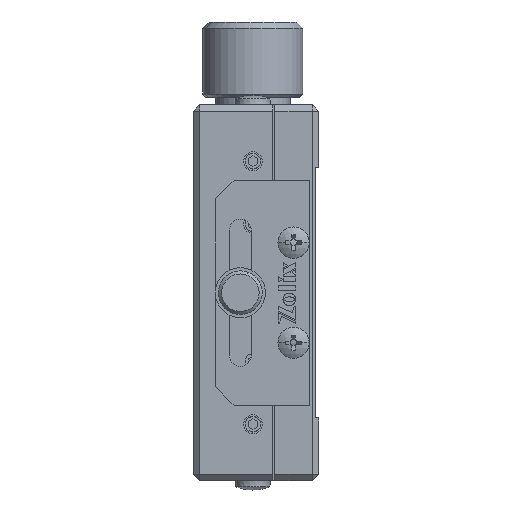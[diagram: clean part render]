
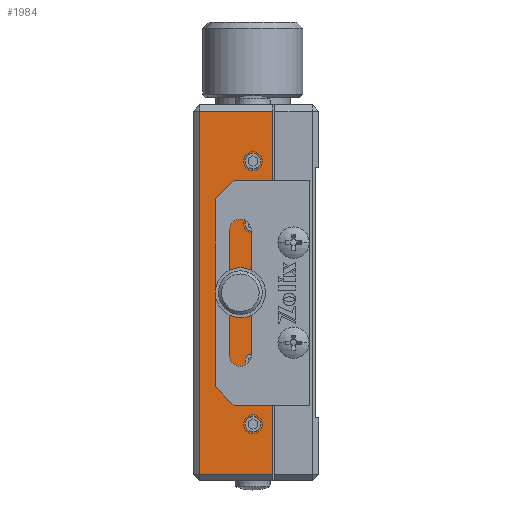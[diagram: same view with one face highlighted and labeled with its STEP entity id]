
A CAD part, left-side view. The second image highlights one B-rep face of the part: STEP entity #1984.
In plain terms, the highlighted planar face has unit normal (-1, 0, 0).
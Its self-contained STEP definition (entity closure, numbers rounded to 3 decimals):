
#405 = DIRECTION ( 'NONE',  ( -1., 0., 0. ) ) ;
#1495 = AXIS2_PLACEMENT_3D ( 'NONE', #26885, #2738, #24074 ) ;
#1542 = CARTESIAN_POINT ( 'NONE',  ( -30., 10.5, 9.75 ) ) ;
#1545 = EDGE_CURVE ( 'NONE', #24652, #2710, #12343, .T. ) ;
#1611 = DIRECTION ( 'NONE',  ( 0., 0., 1. ) ) ;
#1694 = DIRECTION ( 'NONE',  ( -1., 0., 0. ) ) ;
#1707 = LINE ( 'NONE', #10386, #3416 ) ;
#1820 = VECTOR ( 'NONE', #22690, 1000. ) ;
#1833 = EDGE_CURVE ( 'NONE', #15053, #6038, #8983, .T. ) ;
#1984 = ADVANCED_FACE ( 'NONE', ( #19386, #13136, #11044, #32794, #4327, #11446 ), #7084, .T. ) ;
#2710 = VERTEX_POINT ( 'NONE', #30616 ) ;
#2738 = DIRECTION ( 'NONE',  ( -1., 0., 0. ) ) ;
#3275 = ORIENTED_EDGE ( 'NONE', *, *, #26498, .F. ) ;
#3416 = VECTOR ( 'NONE', #31678, 1000. ) ;
#3544 = LINE ( 'NONE', #6461, #6043 ) ;
#3713 = VERTEX_POINT ( 'NONE', #1542 ) ;
#3781 = DIRECTION ( 'NONE',  ( 0., 0., 1. ) ) ;
#4327 = FACE_BOUND ( 'NONE', #7056, .T. ) ;
#4390 = EDGE_CURVE ( 'NONE', #17938, #24520, #29276, .T. ) ;
#4417 = EDGE_LOOP ( 'NONE', ( #27863, #32933 ) ) ;
#4653 = ORIENTED_EDGE ( 'NONE', *, *, #15675, .F. ) ;
#5770 = AXIS2_PLACEMENT_3D ( 'NONE', #12478, #1694, #20545 ) ;
#5833 = ORIENTED_EDGE ( 'NONE', *, *, #25289, .F. ) ;
#5851 = VERTEX_POINT ( 'NONE', #15768 ) ;
#6038 = VERTEX_POINT ( 'NONE', #33162 ) ;
#6043 = VECTOR ( 'NONE', #25091, 1000. ) ;
#6140 = DIRECTION ( 'NONE',  ( -1., 0., 0. ) ) ;
#6155 = DIRECTION ( 'NONE',  ( 0., 0., 1. ) ) ;
#6246 = AXIS2_PLACEMENT_3D ( 'NONE', #25851, #23263, #14257 ) ;
#6461 = CARTESIAN_POINT ( 'NONE',  ( -30., 7.3, -30. ) ) ;
#6610 = VERTEX_POINT ( 'NONE', #12994 ) ;
#6756 = ORIENTED_EDGE ( 'NONE', *, *, #32797, .F. ) ;
#7056 = EDGE_LOOP ( 'NONE', ( #18071, #3275 ) ) ;
#7084 = PLANE ( 'NONE',  #6246 ) ;
#7211 = CARTESIAN_POINT ( 'NONE',  ( -30., 7.3, 29. ) ) ;
#7526 = CARTESIAN_POINT ( 'NONE',  ( -30., 19., -29. ) ) ;
#7777 = ORIENTED_EDGE ( 'NONE', *, *, #30861, .F. ) ;
#8748 = DIRECTION ( 'NONE',  ( -1., 0., 0. ) ) ;
#8940 = DIRECTION ( 'NONE',  ( -1., 0., 0. ) ) ;
#8983 = LINE ( 'NONE', #28296, #1820 ) ;
#9181 = CIRCLE ( 'NONE', #1495, 1.25 ) ;
#9566 = AXIS2_PLACEMENT_3D ( 'NONE', #24789, #8748, #6155 ) ;
#9626 = VERTEX_POINT ( 'NONE', #22957 ) ;
#9742 = AXIS2_PLACEMENT_3D ( 'NONE', #18701, #26485, #16156 ) ;
#10386 = CARTESIAN_POINT ( 'NONE',  ( -30., 19., -30. ) ) ;
#10622 = ORIENTED_EDGE ( 'NONE', *, *, #20607, .T. ) ;
#11044 = FACE_BOUND ( 'NONE', #27364, .T. ) ;
#11404 = DIRECTION ( 'NONE',  ( 0., 0., 1. ) ) ;
#11446 = FACE_BOUND ( 'NONE', #18857, .T. ) ;
#11842 = CARTESIAN_POINT ( 'NONE',  ( -30., 10.5, 11. ) ) ;
#11972 = AXIS2_PLACEMENT_3D ( 'NONE', #14101, #405, #21946 ) ;
#12343 = CIRCLE ( 'NONE', #16363, 1.25 ) ;
#12478 = CARTESIAN_POINT ( 'NONE',  ( -30., 12.5, 0. ) ) ;
#12657 = VERTEX_POINT ( 'NONE', #25622 ) ;
#12704 = CARTESIAN_POINT ( 'NONE',  ( -30., 10.5, -12.25 ) ) ;
#12994 = CARTESIAN_POINT ( 'NONE',  ( -30., 12.5, -1.25 ) ) ;
#13136 = FACE_BOUND ( 'NONE', #17799, .T. ) ;
#13765 = CIRCLE ( 'NONE', #11972, 1.25 ) ;
#14101 = CARTESIAN_POINT ( 'NONE',  ( -30., 10.5, -21. ) ) ;
#14257 = DIRECTION ( 'NONE',  ( 0., 0., 1. ) ) ;
#14356 = DIRECTION ( 'NONE',  ( 0., 0., 1. ) ) ;
#14768 = VERTEX_POINT ( 'NONE', #33620 ) ;
#15053 = VERTEX_POINT ( 'NONE', #7526 ) ;
#15316 = VERTEX_POINT ( 'NONE', #22498 ) ;
#15675 = EDGE_CURVE ( 'NONE', #6610, #30078, #31179, .T. ) ;
#15697 = ORIENTED_EDGE ( 'NONE', *, *, #30627, .T. ) ;
#15768 = CARTESIAN_POINT ( 'NONE',  ( -30., 10.5, -22.25 ) ) ;
#16156 = DIRECTION ( 'NONE',  ( 0., 0., 1. ) ) ;
#16363 = AXIS2_PLACEMENT_3D ( 'NONE', #29890, #21485, #24416 ) ;
#16925 = DIRECTION ( 'NONE',  ( -1., 0., 0. ) ) ;
#17276 = CARTESIAN_POINT ( 'NONE',  ( -30., 10.5, 22.25 ) ) ;
#17799 = EDGE_LOOP ( 'NONE', ( #5833, #4653 ) ) ;
#17938 = VERTEX_POINT ( 'NONE', #12704 ) ;
#18071 = ORIENTED_EDGE ( 'NONE', *, *, #1545, .F. ) ;
#18209 = VECTOR ( 'NONE', #34003, 1000. ) ;
#18273 = EDGE_CURVE ( 'NONE', #6038, #12657, #3544, .T. ) ;
#18280 = ORIENTED_EDGE ( 'NONE', *, *, #4390, .F. ) ;
#18701 = CARTESIAN_POINT ( 'NONE',  ( -30., 12.5, 0. ) ) ;
#18857 = EDGE_LOOP ( 'NONE', ( #7777, #6756 ) ) ;
#19130 = AXIS2_PLACEMENT_3D ( 'NONE', #11842, #8940, #3781 ) ;
#19386 = FACE_OUTER_BOUND ( 'NONE', #27011, .T. ) ;
#19996 = CARTESIAN_POINT ( 'NONE',  ( -30., 10.5, -11. ) ) ;
#20511 = ORIENTED_EDGE ( 'NONE', *, *, #28361, .F. ) ;
#20545 = DIRECTION ( 'NONE',  ( 0., 0., 1. ) ) ;
#20607 = EDGE_CURVE ( 'NONE', #9626, #15053, #1707, .T. ) ;
#21485 = DIRECTION ( 'NONE',  ( -1., 0., 0. ) ) ;
#21946 = DIRECTION ( 'NONE',  ( 0., 0., 1. ) ) ;
#22226 = EDGE_CURVE ( 'NONE', #5851, #15316, #13765, .T. ) ;
#22288 = CIRCLE ( 'NONE', #19130, 1.25 ) ;
#22416 = CIRCLE ( 'NONE', #30320, 1.25 ) ;
#22498 = CARTESIAN_POINT ( 'NONE',  ( -30., 10.5, -19.75 ) ) ;
#22690 = DIRECTION ( 'NONE',  ( 0., -1., 0. ) ) ;
#22957 = CARTESIAN_POINT ( 'NONE',  ( -30., 19., 29. ) ) ;
#23263 = DIRECTION ( 'NONE',  ( -1., 0., 0. ) ) ;
#24074 = DIRECTION ( 'NONE',  ( 0., 0., 1. ) ) ;
#24416 = DIRECTION ( 'NONE',  ( 0., 0., 1. ) ) ;
#24520 = VERTEX_POINT ( 'NONE', #24800 ) ;
#24640 = AXIS2_PLACEMENT_3D ( 'NONE', #19996, #30981, #1611 ) ;
#24652 = VERTEX_POINT ( 'NONE', #17276 ) ;
#24789 = CARTESIAN_POINT ( 'NONE',  ( -30., 10.5, -21. ) ) ;
#24800 = CARTESIAN_POINT ( 'NONE',  ( -30., 10.5, -9.75 ) ) ;
#25091 = DIRECTION ( 'NONE',  ( 0., 0., 1. ) ) ;
#25120 = CARTESIAN_POINT ( 'NONE',  ( -30., 12.5, 1.25 ) ) ;
#25142 = EDGE_CURVE ( 'NONE', #15316, #5851, #25632, .T. ) ;
#25289 = EDGE_CURVE ( 'NONE', #30078, #6610, #29341, .T. ) ;
#25622 = CARTESIAN_POINT ( 'NONE',  ( -30., 7.3, 29. ) ) ;
#25632 = CIRCLE ( 'NONE', #9566, 1.25 ) ;
#25851 = CARTESIAN_POINT ( 'NONE',  ( -30., 7.3, -30. ) ) ;
#26239 = LINE ( 'NONE', #7211, #18209 ) ;
#26485 = DIRECTION ( 'NONE',  ( -1., 0., 0. ) ) ;
#26498 = EDGE_CURVE ( 'NONE', #2710, #24652, #9181, .T. ) ;
#26765 = ORIENTED_EDGE ( 'NONE', *, *, #1833, .T. ) ;
#26885 = CARTESIAN_POINT ( 'NONE',  ( -30., 10.5, 21. ) ) ;
#27011 = EDGE_LOOP ( 'NONE', ( #31726, #15697, #10622, #26765 ) ) ;
#27364 = EDGE_LOOP ( 'NONE', ( #20511, #18280 ) ) ;
#27863 = ORIENTED_EDGE ( 'NONE', *, *, #25142, .F. ) ;
#28296 = CARTESIAN_POINT ( 'NONE',  ( -30., 7.3, -29. ) ) ;
#28361 = EDGE_CURVE ( 'NONE', #24520, #17938, #32085, .T. ) ;
#29276 = CIRCLE ( 'NONE', #24640, 1.25 ) ;
#29341 = CIRCLE ( 'NONE', #5770, 1.25 ) ;
#29666 = CARTESIAN_POINT ( 'NONE',  ( -30., 10.5, -11. ) ) ;
#29890 = CARTESIAN_POINT ( 'NONE',  ( -30., 10.5, 21. ) ) ;
#30078 = VERTEX_POINT ( 'NONE', #25120 ) ;
#30320 = AXIS2_PLACEMENT_3D ( 'NONE', #32943, #16925, #14356 ) ;
#30461 = AXIS2_PLACEMENT_3D ( 'NONE', #29666, #6140, #11404 ) ;
#30616 = CARTESIAN_POINT ( 'NONE',  ( -30., 10.5, 19.75 ) ) ;
#30627 = EDGE_CURVE ( 'NONE', #12657, #9626, #26239, .T. ) ;
#30861 = EDGE_CURVE ( 'NONE', #14768, #3713, #22416, .T. ) ;
#30981 = DIRECTION ( 'NONE',  ( -1., 0., 0. ) ) ;
#31179 = CIRCLE ( 'NONE', #9742, 1.25 ) ;
#31678 = DIRECTION ( 'NONE',  ( 0., 0., -1. ) ) ;
#31726 = ORIENTED_EDGE ( 'NONE', *, *, #18273, .T. ) ;
#32085 = CIRCLE ( 'NONE', #30461, 1.25 ) ;
#32794 = FACE_BOUND ( 'NONE', #4417, .T. ) ;
#32797 = EDGE_CURVE ( 'NONE', #3713, #14768, #22288, .T. ) ;
#32933 = ORIENTED_EDGE ( 'NONE', *, *, #22226, .F. ) ;
#32943 = CARTESIAN_POINT ( 'NONE',  ( -30., 10.5, 11. ) ) ;
#33162 = CARTESIAN_POINT ( 'NONE',  ( -30., 7.3, -29. ) ) ;
#33620 = CARTESIAN_POINT ( 'NONE',  ( -30., 10.5, 12.25 ) ) ;
#34003 = DIRECTION ( 'NONE',  ( 0., 1., 0. ) ) ;
